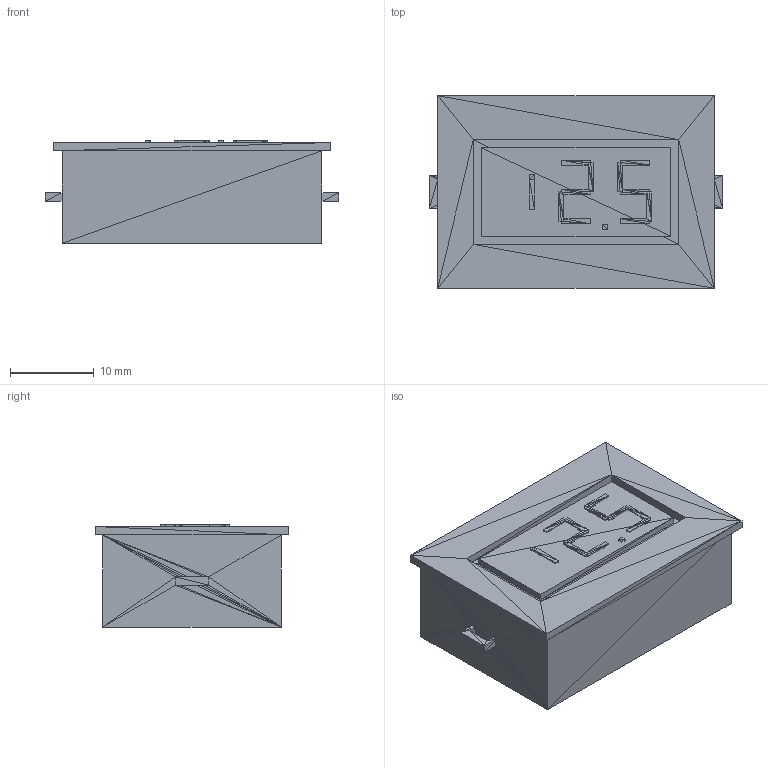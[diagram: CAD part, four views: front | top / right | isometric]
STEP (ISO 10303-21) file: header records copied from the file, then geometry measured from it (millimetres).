
FILE_DESCRIPTION((''),'2;1');
FILE_NAME('SparkFun_Digital_Voltmeter', '2025-09-23T21:13:06', (''), (''), 'ImageToStl.com STEP Converter','', '');
FILE_SCHEMA(('AUTOMOTIVE_DESIGN_CC2'));
Length unit declared in the file: metre
Products named in the file (1): product0
Bounding box: 35 x 23 x 12.2 mm (x, y, z)
Surface area: 3554.3 mm2 (no closed solid volume)
Topology: 0 solids, 328 shells, 328 faces, 984 edges, 172 vertices
Faces by surface type: plane 328
Entity records: 7588 total; most frequent: DIRECTION 1642, ORIENTED_EDGE 984, EDGE_CURVE 984, LINE 984, VECTOR 984, AXIS2_PLACEMENT_3D 329, FACE_SURFACE 328, PLANE 328
